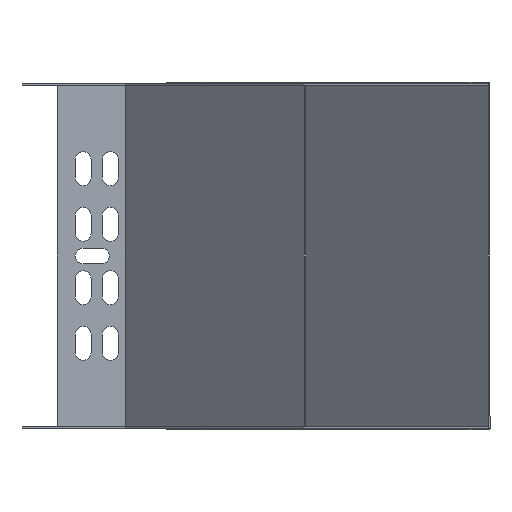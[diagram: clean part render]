
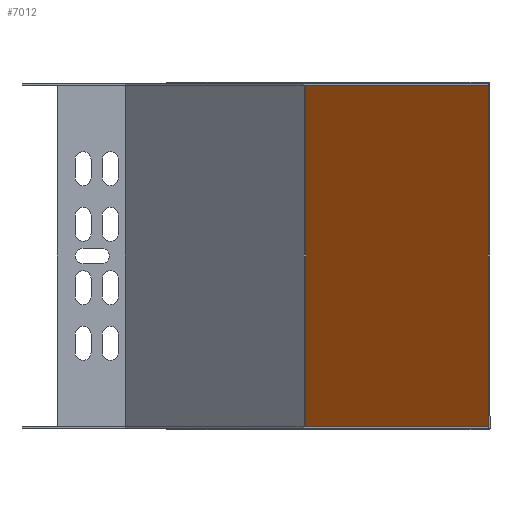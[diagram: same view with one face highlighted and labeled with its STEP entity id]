
A CAD part, front view. The second image highlights one B-rep face of the part: STEP entity #7012.
In plain terms, the highlighted planar face has unit normal (-0.707, -0.707, 0).
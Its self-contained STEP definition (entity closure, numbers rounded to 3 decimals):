
#53 = VERTEX_POINT ( 'NONE', #3255 ) ;
#326 = VECTOR ( 'NONE', #4471, 1000. ) ;
#761 = VECTOR ( 'NONE', #4358, 1000. ) ;
#840 = VECTOR ( 'NONE', #5451, 1000. ) ;
#1050 = CARTESIAN_POINT ( 'NONE',  ( 109.12, -45.038, 196.629 ) ) ;
#1252 = LINE ( 'NONE', #2967, #840 ) ;
#1443 = ORIENTED_EDGE ( 'NONE', *, *, #6366, .F. ) ;
#1516 = ORIENTED_EDGE ( 'NONE', *, *, #4543, .F. ) ;
#1638 = CARTESIAN_POINT ( 'NONE',  ( 109.12, -45.038, 196.629 ) ) ;
#1713 = ORIENTED_EDGE ( 'NONE', *, *, #5685, .F. ) ;
#1794 = CARTESIAN_POINT ( 'NONE',  ( 109.12, -45.038, 45.029 ) ) ;
#2019 = EDGE_LOOP ( 'NONE', ( #2406, #1713, #1443, #1516 ) ) ;
#2102 = LINE ( 'NONE', #6839, #761 ) ;
#2406 = ORIENTED_EDGE ( 'NONE', *, *, #6806, .F. ) ;
#2765 = CARTESIAN_POINT ( 'NONE',  ( -16.745, 80.827, 45.029 ) ) ;
#2769 = AXIS2_PLACEMENT_3D ( 'NONE', #6492, #7711, #4035 ) ;
#2967 = CARTESIAN_POINT ( 'NONE',  ( -16.745, 80.827, 196.629 ) ) ;
#3021 = LINE ( 'NONE', #1638, #6170 ) ;
#3255 = CARTESIAN_POINT ( 'NONE',  ( -16.745, 80.827, 196.629 ) ) ;
#3765 = FACE_OUTER_BOUND ( 'NONE', #2019, .T. ) ;
#4035 = DIRECTION ( 'NONE',  ( 0.707, -0.707, 0. ) ) ;
#4358 = DIRECTION ( 'NONE',  ( 0.707, -0.707, 0. ) ) ;
#4471 = DIRECTION ( 'NONE',  ( -0.707, 0.707, 0. ) ) ;
#4543 = EDGE_CURVE ( 'NONE', #8123, #53, #1252, .T. ) ;
#5451 = DIRECTION ( 'NONE',  ( 0., 0., 1. ) ) ;
#5515 = DIRECTION ( 'NONE',  ( 0., 0., -1. ) ) ;
#5685 = EDGE_CURVE ( 'NONE', #6689, #6409, #3021, .T. ) ;
#5718 = LINE ( 'NONE', #7530, #326 ) ;
#6170 = VECTOR ( 'NONE', #5515, 1000. ) ;
#6366 = EDGE_CURVE ( 'NONE', #53, #6689, #2102, .T. ) ;
#6409 = VERTEX_POINT ( 'NONE', #1794 ) ;
#6492 = CARTESIAN_POINT ( 'NONE',  ( 109.12, -45.038, 45.029 ) ) ;
#6689 = VERTEX_POINT ( 'NONE', #1050 ) ;
#6806 = EDGE_CURVE ( 'NONE', #6409, #8123, #5718, .T. ) ;
#6839 = CARTESIAN_POINT ( 'NONE',  ( -16.745, 80.827, 196.629 ) ) ;
#7012 = ADVANCED_FACE ( 'NONE', ( #3765 ), #7104, .T. ) ;
#7104 = PLANE ( 'NONE',  #2769 ) ;
#7530 = CARTESIAN_POINT ( 'NONE',  ( 109.12, -45.038, 45.029 ) ) ;
#7711 = DIRECTION ( 'NONE',  ( -0.707, -0.707, 0. ) ) ;
#8123 = VERTEX_POINT ( 'NONE', #2765 ) ;
